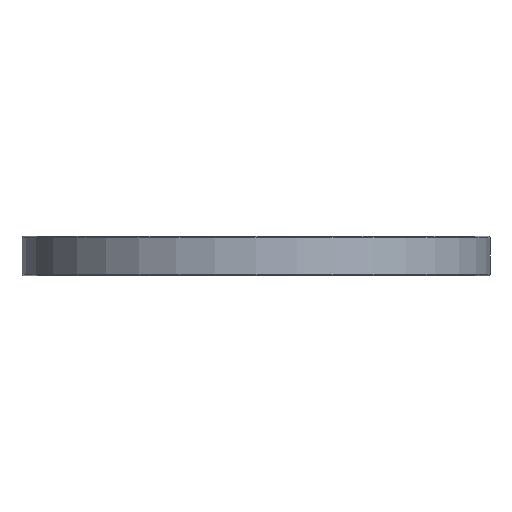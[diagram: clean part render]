
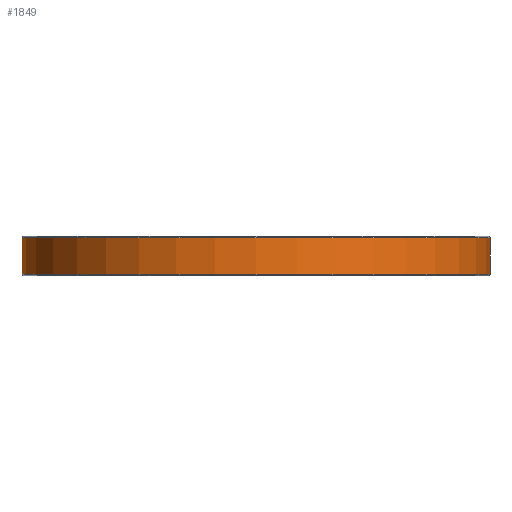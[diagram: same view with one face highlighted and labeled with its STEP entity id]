
A CAD part, front view. The second image highlights one B-rep face of the part: STEP entity #1849.
In plain terms, the highlighted cylindrical face has radius 142.5 mm (diameter 285 mm), a partial arc.
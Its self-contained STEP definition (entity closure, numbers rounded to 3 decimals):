
#47 = CARTESIAN_POINT ( 'NONE',  ( 0., 0., 24. ) ) ;
#102 = ORIENTED_EDGE ( 'NONE', *, *, #1696, .T. ) ;
#136 = ORIENTED_EDGE ( 'NONE', *, *, #1816, .T. ) ;
#153 = CARTESIAN_POINT ( 'NONE',  ( 142.5, 0., 1. ) ) ;
#229 = AXIS2_PLACEMENT_3D ( 'NONE', #1073, #1806, #330 ) ;
#236 = VERTEX_POINT ( 'NONE', #153 ) ;
#330 = DIRECTION ( 'NONE',  ( 1., 0., 0. ) ) ;
#386 = AXIS2_PLACEMENT_3D ( 'NONE', #1596, #735, #881 ) ;
#429 = VERTEX_POINT ( 'NONE', #1259 ) ;
#472 = DIRECTION ( 'NONE',  ( -1., 0., 0. ) ) ;
#495 = VECTOR ( 'NONE', #573, 1000. ) ;
#556 = CARTESIAN_POINT ( 'NONE',  ( 142.5, 0., 24. ) ) ;
#573 = DIRECTION ( 'NONE',  ( 0., 0., -1. ) ) ;
#593 = AXIS2_PLACEMENT_3D ( 'NONE', #47, #1519, #472 ) ;
#630 = EDGE_LOOP ( 'NONE', ( #1694, #102, #926, #136 ) ) ;
#735 = DIRECTION ( 'NONE',  ( 0., 0., -1. ) ) ;
#837 = DIRECTION ( 'NONE',  ( 0., 0., -1. ) ) ;
#881 = DIRECTION ( 'NONE',  ( 1., 0., 0. ) ) ;
#910 = EDGE_CURVE ( 'NONE', #1655, #236, #1725, .T. ) ;
#926 = ORIENTED_EDGE ( 'NONE', *, *, #1279, .T. ) ;
#957 = CIRCLE ( 'NONE', #386, 142.5 ) ;
#959 = CIRCLE ( 'NONE', #229, 142.5 ) ;
#1064 = CYLINDRICAL_SURFACE ( 'NONE', #593, 142.5 ) ;
#1073 = CARTESIAN_POINT ( 'NONE',  ( 0., 0., 1. ) ) ;
#1156 = CARTESIAN_POINT ( 'NONE',  ( 142.5, 0., 23. ) ) ;
#1191 = VECTOR ( 'NONE', #837, 1000. ) ;
#1225 = FACE_OUTER_BOUND ( 'NONE', #630, .T. ) ;
#1259 = CARTESIAN_POINT ( 'NONE',  ( -142.5, 0., 1. ) ) ;
#1279 = EDGE_CURVE ( 'NONE', #1786, #429, #1292, .T. ) ;
#1292 = LINE ( 'NONE', #1877, #495 ) ;
#1519 = DIRECTION ( 'NONE',  ( 0., 0., -1. ) ) ;
#1596 = CARTESIAN_POINT ( 'NONE',  ( 0., 0., 23. ) ) ;
#1655 = VERTEX_POINT ( 'NONE', #1156 ) ;
#1694 = ORIENTED_EDGE ( 'NONE', *, *, #910, .F. ) ;
#1696 = EDGE_CURVE ( 'NONE', #1655, #1786, #957, .T. ) ;
#1725 = LINE ( 'NONE', #556, #1191 ) ;
#1785 = CARTESIAN_POINT ( 'NONE',  ( -142.5, 0., 23. ) ) ;
#1786 = VERTEX_POINT ( 'NONE', #1785 ) ;
#1806 = DIRECTION ( 'NONE',  ( 0., 0., 1. ) ) ;
#1816 = EDGE_CURVE ( 'NONE', #429, #236, #959, .T. ) ;
#1849 = ADVANCED_FACE ( 'NONE', ( #1225 ), #1064, .T. ) ;
#1877 = CARTESIAN_POINT ( 'NONE',  ( -142.5, 0., 24. ) ) ;
